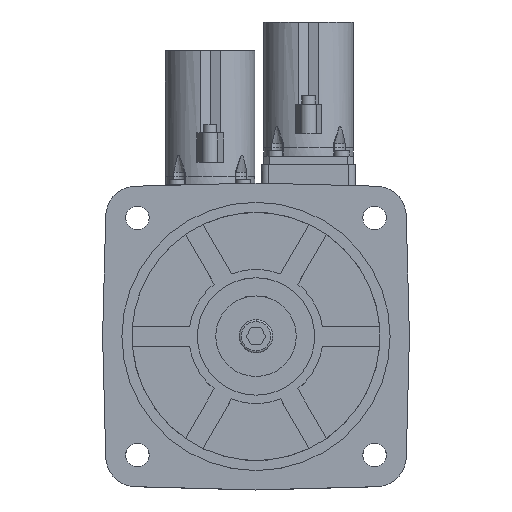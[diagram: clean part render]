
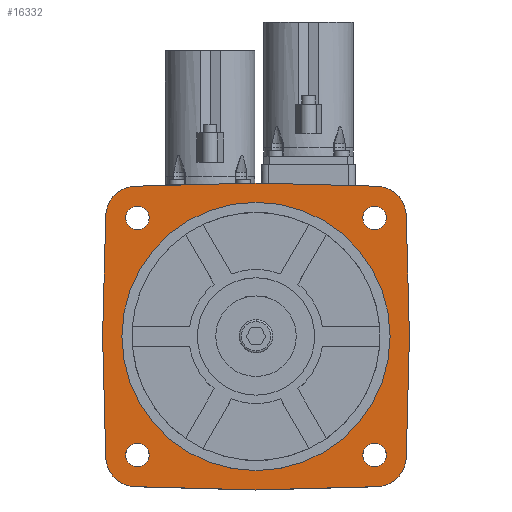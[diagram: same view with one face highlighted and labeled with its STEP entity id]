
A CAD part, top view. The second image highlights one B-rep face of the part: STEP entity #16332.
In plain terms, the highlighted planar face has unit normal (0, 0, 1).
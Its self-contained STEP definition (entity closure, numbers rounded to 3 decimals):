
#366=CARTESIAN_POINT('',(-35.809,35.809,0.));
#367=DIRECTION('',(0.,0.,1.));
#368=DIRECTION('',(-0.026,1.,0.));
#369=AXIS2_PLACEMENT_3D('',#366,#367,#368);
#371=DIRECTION('',(-1.,-0.026,0.));
#372=VECTOR('',#371,36.057);
#373=CARTESIAN_POINT('',(0.,45.75,0.));
#374=LINE('',#373,#372);
#375=DIRECTION('',(-1.,0.026,0.));
#376=VECTOR('',#375,36.057);
#377=CARTESIAN_POINT('',(36.045,44.806,0.));
#378=LINE('',#377,#376);
#379=CARTESIAN_POINT('',(35.809,35.809,0.));
#380=DIRECTION('',(0.,0.,1.));
#381=DIRECTION('',(1.,0.026,0.));
#382=AXIS2_PLACEMENT_3D('',#379,#380,#381);
#384=DIRECTION('',(-0.026,1.,0.));
#385=VECTOR('',#384,36.057);
#386=CARTESIAN_POINT('',(45.75,0.,0.));
#387=LINE('',#386,#385);
#388=DIRECTION('',(0.026,1.,0.));
#389=VECTOR('',#388,36.057);
#390=CARTESIAN_POINT('',(44.806,-36.045,0.));
#391=LINE('',#390,#389);
#392=CARTESIAN_POINT('',(35.809,-35.809,0.));
#393=DIRECTION('',(0.,0.,1.));
#394=DIRECTION('',(0.026,-1.,0.));
#395=AXIS2_PLACEMENT_3D('',#392,#393,#394);
#397=DIRECTION('',(1.,0.026,0.));
#398=VECTOR('',#397,36.057);
#399=CARTESIAN_POINT('',(0.,-45.75,0.));
#400=LINE('',#399,#398);
#401=DIRECTION('',(1.,-0.026,0.));
#402=VECTOR('',#401,36.057);
#403=CARTESIAN_POINT('',(-36.045,-44.806,0.));
#404=LINE('',#403,#402);
#405=CARTESIAN_POINT('',(-35.809,-35.809,0.));
#406=DIRECTION('',(0.,0.,1.));
#407=DIRECTION('',(-1.,-0.026,0.));
#408=AXIS2_PLACEMENT_3D('',#405,#406,#407);
#410=DIRECTION('',(0.026,-1.,0.));
#411=VECTOR('',#410,36.057);
#412=CARTESIAN_POINT('',(-45.75,0.,0.));
#413=LINE('',#412,#411);
#414=DIRECTION('',(-0.026,-1.,0.));
#415=VECTOR('',#414,36.057);
#416=CARTESIAN_POINT('',(-44.806,36.045,0.));
#417=LINE('',#416,#415);
#418=CARTESIAN_POINT('',(0.,0.,0.));
#419=DIRECTION('',(0.,0.,1.));
#420=DIRECTION('',(1.,0.,0.));
#421=AXIS2_PLACEMENT_3D('',#418,#419,#420);
#423=CARTESIAN_POINT('',(0.,0.,0.));
#424=DIRECTION('',(0.,0.,1.));
#425=DIRECTION('',(-1.,0.,0.));
#426=AXIS2_PLACEMENT_3D('',#423,#424,#425);
#428=CARTESIAN_POINT('',(35.355,35.355,0.));
#429=DIRECTION('',(0.,0.,1.));
#430=DIRECTION('',(0.707,0.707,0.));
#431=AXIS2_PLACEMENT_3D('',#428,#429,#430);
#433=CARTESIAN_POINT('',(35.355,35.355,0.));
#434=DIRECTION('',(0.,0.,1.));
#435=DIRECTION('',(-0.707,-0.707,0.));
#436=AXIS2_PLACEMENT_3D('',#433,#434,#435);
#438=CARTESIAN_POINT('',(-35.355,35.355,0.));
#439=DIRECTION('',(0.,0.,1.));
#440=DIRECTION('',(-0.707,0.707,0.));
#441=AXIS2_PLACEMENT_3D('',#438,#439,#440);
#443=CARTESIAN_POINT('',(-35.355,35.355,0.));
#444=DIRECTION('',(0.,0.,1.));
#445=DIRECTION('',(0.707,-0.707,0.));
#446=AXIS2_PLACEMENT_3D('',#443,#444,#445);
#448=CARTESIAN_POINT('',(-35.355,-35.355,0.));
#449=DIRECTION('',(0.,0.,1.));
#450=DIRECTION('',(-0.707,-0.707,0.));
#451=AXIS2_PLACEMENT_3D('',#448,#449,#450);
#453=CARTESIAN_POINT('',(-35.355,-35.355,0.));
#454=DIRECTION('',(0.,0.,1.));
#455=DIRECTION('',(0.707,0.707,0.));
#456=AXIS2_PLACEMENT_3D('',#453,#454,#455);
#458=CARTESIAN_POINT('',(35.355,-35.355,0.));
#459=DIRECTION('',(0.,0.,1.));
#460=DIRECTION('',(0.707,-0.707,0.));
#461=AXIS2_PLACEMENT_3D('',#458,#459,#460);
#463=CARTESIAN_POINT('',(35.355,-35.355,0.));
#464=DIRECTION('',(0.,0.,1.));
#465=DIRECTION('',(-0.707,0.707,0.));
#466=AXIS2_PLACEMENT_3D('',#463,#464,#465);
#13498=CARTESIAN_POINT('',(-36.045,44.806,0.));
#13499=CARTESIAN_POINT('',(-44.806,36.045,0.));
#13500=VERTEX_POINT('',#13498);
#13501=VERTEX_POINT('',#13499);
#13502=CARTESIAN_POINT('',(-45.75,0.,0.));
#13503=VERTEX_POINT('',#13502);
#13504=CARTESIAN_POINT('',(-44.806,-36.045,0.));
#13505=VERTEX_POINT('',#13504);
#13506=CARTESIAN_POINT('',(-36.045,-44.806,0.));
#13507=VERTEX_POINT('',#13506);
#13508=CARTESIAN_POINT('',(0.,-45.75,0.));
#13509=VERTEX_POINT('',#13508);
#13510=CARTESIAN_POINT('',(36.045,-44.806,0.));
#13511=VERTEX_POINT('',#13510);
#13512=CARTESIAN_POINT('',(44.806,-36.045,0.));
#13513=VERTEX_POINT('',#13512);
#13514=CARTESIAN_POINT('',(45.75,0.,0.));
#13515=VERTEX_POINT('',#13514);
#13516=CARTESIAN_POINT('',(44.806,36.045,0.));
#13517=VERTEX_POINT('',#13516);
#13518=CARTESIAN_POINT('',(36.045,44.806,0.));
#13519=VERTEX_POINT('',#13518);
#13520=CARTESIAN_POINT('',(0.,45.75,0.));
#13521=VERTEX_POINT('',#13520);
#13678=CARTESIAN_POINT('',(40.,0.,0.));
#13679=CARTESIAN_POINT('',(-40.,0.,0.));
#13680=VERTEX_POINT('',#13678);
#13681=VERTEX_POINT('',#13679);
#13686=CARTESIAN_POINT('',(37.83,37.83,0.));
#13687=CARTESIAN_POINT('',(32.88,32.88,0.));
#13688=VERTEX_POINT('',#13686);
#13689=VERTEX_POINT('',#13687);
#13694=CARTESIAN_POINT('',(-37.83,37.83,0.));
#13695=CARTESIAN_POINT('',(-32.88,32.88,0.));
#13696=VERTEX_POINT('',#13694);
#13697=VERTEX_POINT('',#13695);
#13702=CARTESIAN_POINT('',(-37.83,-37.83,0.));
#13703=CARTESIAN_POINT('',(-32.88,-32.88,0.));
#13704=VERTEX_POINT('',#13702);
#13705=VERTEX_POINT('',#13703);
#13710=CARTESIAN_POINT('',(37.83,-37.83,0.));
#13711=CARTESIAN_POINT('',(32.88,-32.88,0.));
#13712=VERTEX_POINT('',#13710);
#13713=VERTEX_POINT('',#13711);
#16283=CARTESIAN_POINT('',(-45.75,0.,0.));
#16284=DIRECTION('',(0.,0.,1.));
#16285=DIRECTION('',(1.,0.,0.));
#16286=AXIS2_PLACEMENT_3D('',#16283,#16284,#16285);
#16287=PLANE('',#16286);
#16288=ORIENTED_EDGE('',*,*,#16123,.F.);
#16289=ORIENTED_EDGE('',*,*,#16138,.F.);
#16290=ORIENTED_EDGE('',*,*,#16152,.F.);
#16291=ORIENTED_EDGE('',*,*,#16166,.F.);
#16292=ORIENTED_EDGE('',*,*,#16180,.F.);
#16293=ORIENTED_EDGE('',*,*,#16194,.F.);
#16294=ORIENTED_EDGE('',*,*,#16208,.F.);
#16295=ORIENTED_EDGE('',*,*,#16222,.F.);
#16296=ORIENTED_EDGE('',*,*,#16236,.F.);
#16297=ORIENTED_EDGE('',*,*,#16250,.F.);
#16298=ORIENTED_EDGE('',*,*,#16264,.F.);
#16299=ORIENTED_EDGE('',*,*,#16277,.F.);
#16300=EDGE_LOOP('',(#16288,#16289,#16290,#16291,#16292,#16293,#16294,#16295,
#16296,#16297,#16298,#16299));
#16301=FACE_OUTER_BOUND('',#16300,.F.);
#16303=ORIENTED_EDGE('',*,*,#16302,.T.);
#16305=ORIENTED_EDGE('',*,*,#16304,.T.);
#16306=EDGE_LOOP('',(#16303,#16305));
#16307=FACE_BOUND('',#16306,.F.);
#16309=ORIENTED_EDGE('',*,*,#16308,.T.);
#16311=ORIENTED_EDGE('',*,*,#16310,.T.);
#16312=EDGE_LOOP('',(#16309,#16311));
#16313=FACE_BOUND('',#16312,.F.);
#16315=ORIENTED_EDGE('',*,*,#16314,.T.);
#16317=ORIENTED_EDGE('',*,*,#16316,.T.);
#16318=EDGE_LOOP('',(#16315,#16317));
#16319=FACE_BOUND('',#16318,.F.);
#16321=ORIENTED_EDGE('',*,*,#16320,.T.);
#16323=ORIENTED_EDGE('',*,*,#16322,.T.);
#16324=EDGE_LOOP('',(#16321,#16323));
#16325=FACE_BOUND('',#16324,.F.);
#16327=ORIENTED_EDGE('',*,*,#16326,.T.);
#16329=ORIENTED_EDGE('',*,*,#16328,.T.);
#16330=EDGE_LOOP('',(#16327,#16329));
#16331=FACE_BOUND('',#16330,.F.);
#16332=ADVANCED_FACE('',(#16301,#16307,#16313,#16319,#16325,#16331),#16287,.T.);
#370=CIRCLE('',#369,9.);
#383=CIRCLE('',#382,9.);
#396=CIRCLE('',#395,9.);
#409=CIRCLE('',#408,9.);
#422=CIRCLE('',#421,40.);
#427=CIRCLE('',#426,40.);
#432=CIRCLE('',#431,3.5);
#437=CIRCLE('',#436,3.5);
#442=CIRCLE('',#441,3.5);
#447=CIRCLE('',#446,3.5);
#452=CIRCLE('',#451,3.5);
#457=CIRCLE('',#456,3.5);
#462=CIRCLE('',#461,3.5);
#467=CIRCLE('',#466,3.5);
#16123=EDGE_CURVE('',#13500,#13501,#370,.T.);
#16138=EDGE_CURVE('',#13521,#13500,#374,.T.);
#16152=EDGE_CURVE('',#13519,#13521,#378,.T.);
#16166=EDGE_CURVE('',#13517,#13519,#383,.T.);
#16180=EDGE_CURVE('',#13515,#13517,#387,.T.);
#16194=EDGE_CURVE('',#13513,#13515,#391,.T.);
#16208=EDGE_CURVE('',#13511,#13513,#396,.T.);
#16222=EDGE_CURVE('',#13509,#13511,#400,.T.);
#16236=EDGE_CURVE('',#13507,#13509,#404,.T.);
#16250=EDGE_CURVE('',#13505,#13507,#409,.T.);
#16264=EDGE_CURVE('',#13503,#13505,#413,.T.);
#16277=EDGE_CURVE('',#13501,#13503,#417,.T.);
#16302=EDGE_CURVE('',#13680,#13681,#422,.T.);
#16304=EDGE_CURVE('',#13681,#13680,#427,.T.);
#16308=EDGE_CURVE('',#13688,#13689,#432,.T.);
#16310=EDGE_CURVE('',#13689,#13688,#437,.T.);
#16314=EDGE_CURVE('',#13696,#13697,#442,.T.);
#16316=EDGE_CURVE('',#13697,#13696,#447,.T.);
#16320=EDGE_CURVE('',#13704,#13705,#452,.T.);
#16322=EDGE_CURVE('',#13705,#13704,#457,.T.);
#16326=EDGE_CURVE('',#13712,#13713,#462,.T.);
#16328=EDGE_CURVE('',#13713,#13712,#467,.T.);
